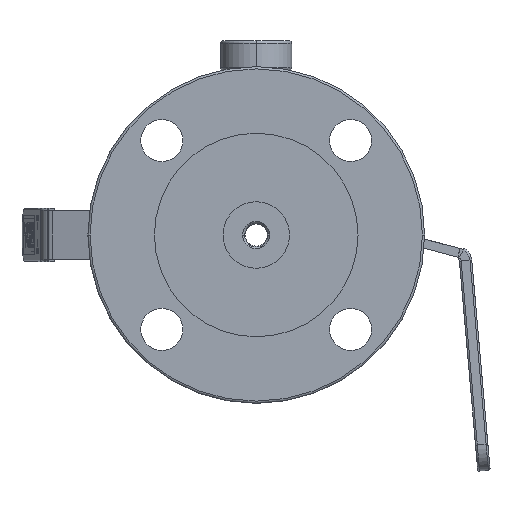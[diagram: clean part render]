
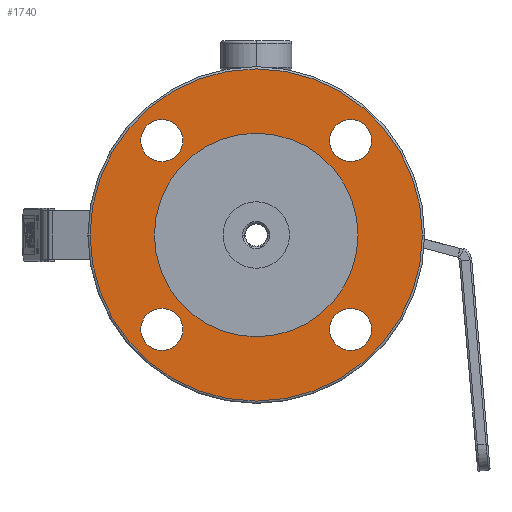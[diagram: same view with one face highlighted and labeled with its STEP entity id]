
A CAD part, left-side view. The second image highlights one B-rep face of the part: STEP entity #1740.
In plain terms, the highlighted planar face has unit normal (-1, 0, 0).
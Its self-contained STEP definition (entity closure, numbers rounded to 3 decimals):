
#341=CARTESIAN_POINT('',(-188.5,0.,0.));
#342=DIRECTION('',(-1.,0.,0.));
#343=DIRECTION('',(0.,-1.,0.));
#344=AXIS2_PLACEMENT_3D('',#341,#342,#343);
#346=CARTESIAN_POINT('',(-188.5,0.,0.));
#347=DIRECTION('',(-1.,0.,0.));
#348=DIRECTION('',(0.,1.,0.));
#349=AXIS2_PLACEMENT_3D('',#346,#347,#348);
#351=CARTESIAN_POINT('',(-188.5,42.639,-42.639));
#352=DIRECTION('',(1.,0.,0.));
#353=DIRECTION('',(0.,1.,0.));
#354=AXIS2_PLACEMENT_3D('',#351,#352,#353);
#356=CARTESIAN_POINT('',(-188.5,42.639,-42.639));
#357=DIRECTION('',(1.,0.,0.));
#358=DIRECTION('',(0.,-1.,0.));
#359=AXIS2_PLACEMENT_3D('',#356,#357,#358);
#361=CARTESIAN_POINT('',(-188.5,42.639,42.639));
#362=DIRECTION('',(1.,0.,0.));
#363=DIRECTION('',(0.,0.,1.));
#364=AXIS2_PLACEMENT_3D('',#361,#362,#363);
#366=CARTESIAN_POINT('',(-188.5,42.639,42.639));
#367=DIRECTION('',(1.,0.,0.));
#368=DIRECTION('',(0.,0.,-1.));
#369=AXIS2_PLACEMENT_3D('',#366,#367,#368);
#371=CARTESIAN_POINT('',(-188.5,-42.639,42.639));
#372=DIRECTION('',(1.,0.,0.));
#373=DIRECTION('',(0.,-1.,0.));
#374=AXIS2_PLACEMENT_3D('',#371,#372,#373);
#376=CARTESIAN_POINT('',(-188.5,-42.639,42.639));
#377=DIRECTION('',(1.,0.,0.));
#378=DIRECTION('',(0.,1.,0.));
#379=AXIS2_PLACEMENT_3D('',#376,#377,#378);
#381=CARTESIAN_POINT('',(-188.5,-42.639,-42.639));
#382=DIRECTION('',(1.,0.,0.));
#383=DIRECTION('',(0.,0.,-1.));
#384=AXIS2_PLACEMENT_3D('',#381,#382,#383);
#386=CARTESIAN_POINT('',(-188.5,-42.639,-42.639));
#387=DIRECTION('',(1.,0.,0.));
#388=DIRECTION('',(0.,0.,1.));
#389=AXIS2_PLACEMENT_3D('',#386,#387,#388);
#391=CARTESIAN_POINT('',(-188.5,0.,0.));
#392=DIRECTION('',(-1.,0.,0.));
#393=DIRECTION('',(0.,1.,0.));
#394=AXIS2_PLACEMENT_3D('',#391,#392,#393);
#396=CARTESIAN_POINT('',(-188.5,0.,0.));
#397=DIRECTION('',(-1.,0.,0.));
#398=DIRECTION('',(0.,-1.,0.));
#399=AXIS2_PLACEMENT_3D('',#396,#397,#398);
#1135=CARTESIAN_POINT('',(-188.5,52.139,-42.639));
#1137=VERTEX_POINT('',#1135);
#1139=CARTESIAN_POINT('',(-188.5,33.139,-42.639));
#1141=VERTEX_POINT('',#1139);
#1143=CARTESIAN_POINT('',(-188.5,42.639,52.139));
#1145=VERTEX_POINT('',#1143);
#1147=CARTESIAN_POINT('',(-188.5,42.639,33.139));
#1149=VERTEX_POINT('',#1147);
#1151=CARTESIAN_POINT('',(-188.5,-52.139,42.639));
#1153=VERTEX_POINT('',#1151);
#1155=CARTESIAN_POINT('',(-188.5,-33.139,42.639));
#1157=VERTEX_POINT('',#1155);
#1159=CARTESIAN_POINT('',(-188.5,-42.639,-52.139));
#1161=VERTEX_POINT('',#1159);
#1163=CARTESIAN_POINT('',(-188.5,-42.639,-33.139));
#1165=VERTEX_POINT('',#1163);
#1191=CARTESIAN_POINT('',(-188.5,75.,0.));
#1192=CARTESIAN_POINT('',(-188.5,-75.,0.));
#1193=VERTEX_POINT('',#1191);
#1194=VERTEX_POINT('',#1192);
#1341=CARTESIAN_POINT('',(-188.5,-45.95,0.));
#1342=CARTESIAN_POINT('',(-188.5,45.95,0.));
#1343=VERTEX_POINT('',#1341);
#1344=VERTEX_POINT('',#1342);
#1699=CARTESIAN_POINT('',(-188.5,0.,0.));
#1700=DIRECTION('',(1.,0.,0.));
#1701=DIRECTION('',(0.,1.,0.));
#1702=AXIS2_PLACEMENT_3D('',#1699,#1700,#1701);
#1703=PLANE('',#1702);
#1705=ORIENTED_EDGE('',*,*,#1704,.F.);
#1707=ORIENTED_EDGE('',*,*,#1706,.F.);
#1708=EDGE_LOOP('',(#1705,#1707));
#1709=FACE_OUTER_BOUND('',#1708,.F.);
#1711=ORIENTED_EDGE('',*,*,#1710,.F.);
#1713=ORIENTED_EDGE('',*,*,#1712,.F.);
#1714=EDGE_LOOP('',(#1711,#1713));
#1715=FACE_BOUND('',#1714,.F.);
#1717=ORIENTED_EDGE('',*,*,#1716,.F.);
#1719=ORIENTED_EDGE('',*,*,#1718,.F.);
#1720=EDGE_LOOP('',(#1717,#1719));
#1721=FACE_BOUND('',#1720,.F.);
#1723=ORIENTED_EDGE('',*,*,#1722,.F.);
#1725=ORIENTED_EDGE('',*,*,#1724,.F.);
#1726=EDGE_LOOP('',(#1723,#1725));
#1727=FACE_BOUND('',#1726,.F.);
#1729=ORIENTED_EDGE('',*,*,#1728,.F.);
#1731=ORIENTED_EDGE('',*,*,#1730,.F.);
#1732=EDGE_LOOP('',(#1729,#1731));
#1733=FACE_BOUND('',#1732,.F.);
#1735=ORIENTED_EDGE('',*,*,#1734,.T.);
#1737=ORIENTED_EDGE('',*,*,#1736,.T.);
#1738=EDGE_LOOP('',(#1735,#1737));
#1739=FACE_BOUND('',#1738,.F.);
#1740=ADVANCED_FACE('',(#1709,#1715,#1721,#1727,#1733,#1739),#1703,.F.);
#345=CIRCLE('',#344,45.95);
#350=CIRCLE('',#349,45.95);
#355=CIRCLE('',#354,9.5);
#360=CIRCLE('',#359,9.5);
#365=CIRCLE('',#364,9.5);
#370=CIRCLE('',#369,9.5);
#375=CIRCLE('',#374,9.5);
#380=CIRCLE('',#379,9.5);
#385=CIRCLE('',#384,9.5);
#390=CIRCLE('',#389,9.5);
#395=CIRCLE('',#394,75.);
#400=CIRCLE('',#399,75.);
#1704=EDGE_CURVE('',#1193,#1194,#395,.T.);
#1706=EDGE_CURVE('',#1194,#1193,#400,.T.);
#1710=EDGE_CURVE('',#1137,#1141,#355,.T.);
#1712=EDGE_CURVE('',#1141,#1137,#360,.T.);
#1716=EDGE_CURVE('',#1145,#1149,#365,.T.);
#1718=EDGE_CURVE('',#1149,#1145,#370,.T.);
#1722=EDGE_CURVE('',#1153,#1157,#375,.T.);
#1724=EDGE_CURVE('',#1157,#1153,#380,.T.);
#1728=EDGE_CURVE('',#1161,#1165,#385,.T.);
#1730=EDGE_CURVE('',#1165,#1161,#390,.T.);
#1734=EDGE_CURVE('',#1343,#1344,#345,.T.);
#1736=EDGE_CURVE('',#1344,#1343,#350,.T.);
